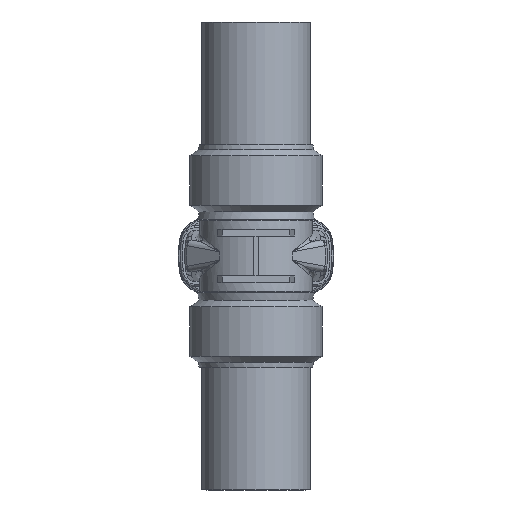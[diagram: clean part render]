
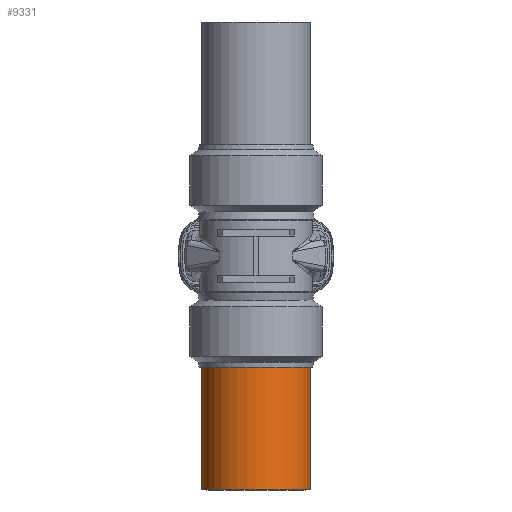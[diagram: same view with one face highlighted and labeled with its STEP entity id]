
A CAD part, front view. The second image highlights one B-rep face of the part: STEP entity #9331.
In plain terms, the highlighted cylindrical face has radius 157.5 mm (diameter 315 mm), a full revolution.
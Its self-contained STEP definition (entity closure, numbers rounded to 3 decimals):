
#812 = VERTEX_POINT ( 'NONE', #1965 ) ;
#813 = VERTEX_POINT ( 'NONE', #1966 ) ;
#1965 = CARTESIAN_POINT ( 'NONE',  ( -157.5, 0., -319.766 ) ) ;
#1966 = CARTESIAN_POINT ( 'NONE',  ( -157.5, 0., -675. ) ) ;
#4773 = CIRCLE ( 'NONE', #8180, 157.5 ) ;
#4783 = CIRCLE ( 'NONE', #8181, 157.5 ) ;
#7122 = EDGE_CURVE ( 'NONE', #812, #812, #4773, .T. ) ;
#7123 = EDGE_CURVE ( 'NONE', #813, #813, #4783, .T. ) ;
#7931 = FACE_OUTER_BOUND ( 'NONE', #15210, .T. ) ;
#7937 = FACE_OUTER_BOUND ( 'NONE', #15178, .T. ) ;
#7939 = CYLINDRICAL_SURFACE ( 'NONE', #8133, 157.5 ) ;
#8133 = AXIS2_PLACEMENT_3D ( 'NONE', #10019, #10016, #10012 ) ;
#8180 = AXIS2_PLACEMENT_3D ( 'NONE', #11479, #11480, #11481 ) ;
#8181 = AXIS2_PLACEMENT_3D ( 'NONE', #11482, #11483, #11484 ) ;
#9331 = ADVANCED_FACE ( 'NONE', ( #7931, #7937 ), #7939, .T. ) ;
#10012 = DIRECTION ( 'NONE',  ( -1., 0., 0. ) ) ;
#10016 = DIRECTION ( 'NONE',  ( 0., 0., -1. ) ) ;
#10019 = CARTESIAN_POINT ( 'NONE',  ( 0., 0., -148. ) ) ;
#11479 = CARTESIAN_POINT ( 'NONE',  ( 0., 0., -319.766 ) ) ;
#11480 = DIRECTION ( 'NONE',  ( 0., 0., -1. ) ) ;
#11481 = DIRECTION ( 'NONE',  ( -1., 0., 0. ) ) ;
#11482 = CARTESIAN_POINT ( 'NONE',  ( 0., 0., -675. ) ) ;
#11483 = DIRECTION ( 'NONE',  ( 0., 0., -1. ) ) ;
#11484 = DIRECTION ( 'NONE',  ( -1., 0., 0. ) ) ;
#12312 = ORIENTED_EDGE ( 'NONE', *, *, #7123, .F. ) ;
#12321 = ORIENTED_EDGE ( 'NONE', *, *, #7122, .T. ) ;
#15178 = EDGE_LOOP ( 'NONE', ( #12312 ) ) ;
#15210 = EDGE_LOOP ( 'NONE', ( #12321 ) ) ;
